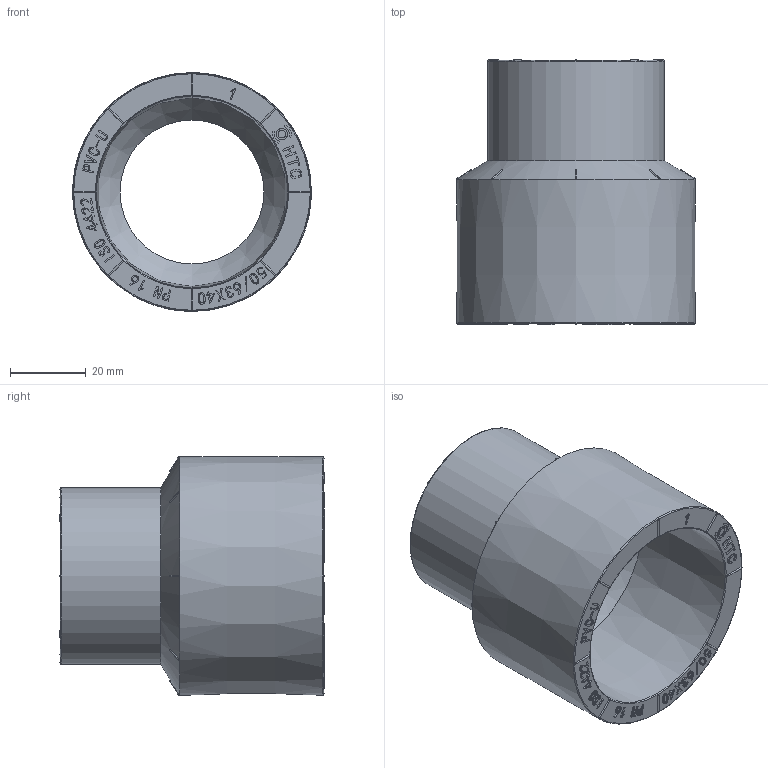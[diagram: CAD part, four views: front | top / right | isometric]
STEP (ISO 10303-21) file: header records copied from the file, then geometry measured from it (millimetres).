
FILE_DESCRIPTION(/* description */ (''),/* implementation_level */ '2;1');
FILE_NAME(/* name */ 'Z1Q050040.stp',/* time_stamp */ '2024-10-12T14:41:50+08:00',/* author */ (''),/* organization */ (''),/* preprocessor_version */ 'ST-DEVELOPER v16',/* originating_system */ 'SIEMENS PLM Software NX 10.0',/* authorisation */ '');
FILE_SCHEMA (('AUTOMOTIVE_DESIGN { 1 0 10303 214 3 1 1 1 }'));
Length unit declared in the file: millimetre
Products named in the file (1): gelv159C996B7vlq
Bounding box: 63.18 x 70 x 63.18 mm (x, y, z)
Volume: 64743.7 mm3; surface area: 24875 mm2
Topology: 1 solids, 1 shells, 1445 faces, 4126 edges, 2660 vertices
Faces by surface type: plane 1230, bspline 120, sphere 48, cylinder 24, cone 13, extrusion 6, torus 4
Full cylindrical faces by diameter (mm): 2 x1, 3 x1, 38 x1, 46.699 x1
Entity records: 53047 total; most frequent: CARTESIAN_POINT 21282, ORIENTED_EDGE 8088, DIRECTION 4311, EDGE_CURVE 4044, VERTEX_POINT 2655, B_SPLINE_CURVE_WITH_KNOTS 2608, AXIS2_PLACEMENT_3D 1542, EDGE_LOOP 1501
